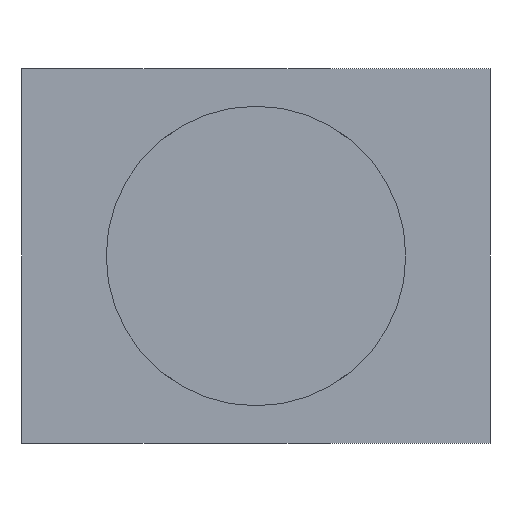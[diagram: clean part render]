
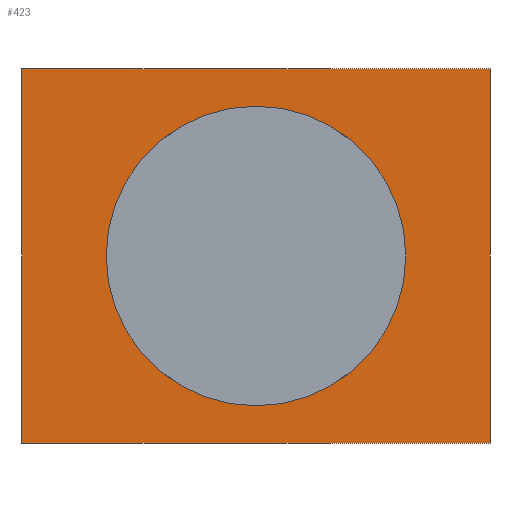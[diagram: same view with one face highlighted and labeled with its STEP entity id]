
A CAD part, front view. The second image highlights one B-rep face of the part: STEP entity #423.
In plain terms, the highlighted planar face has unit normal (0, -1, 0).
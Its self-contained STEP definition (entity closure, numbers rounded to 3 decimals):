
#57=FACE_BOUND('',#113,.T.);
#67=PLANE('',#479);
#81=FACE_OUTER_BOUND('',#112,.T.);
#112=EDGE_LOOP('',(#325,#326,#327,#328));
#113=EDGE_LOOP('',(#329));
#138=LINE('',#680,#159);
#141=LINE('',#685,#162);
#143=LINE('',#689,#164);
#145=LINE('',#692,#166);
#159=VECTOR('',#530,10.);
#162=VECTOR('',#535,10.);
#164=VECTOR('',#539,10.);
#166=VECTOR('',#543,10.);
#177=CIRCLE('',#474,8.);
#193=VERTEX_POINT('',#674);
#194=VERTEX_POINT('',#678);
#195=VERTEX_POINT('',#679);
#196=VERTEX_POINT('',#684);
#197=VERTEX_POINT('',#688);
#237=EDGE_CURVE('',#193,#193,#177,.T.);
#238=EDGE_CURVE('',#194,#195,#138,.T.);
#241=EDGE_CURVE('',#196,#194,#141,.T.);
#243=EDGE_CURVE('',#197,#196,#143,.T.);
#245=EDGE_CURVE('',#195,#197,#145,.T.);
#325=ORIENTED_EDGE('',*,*,#245,.F.);
#326=ORIENTED_EDGE('',*,*,#238,.F.);
#327=ORIENTED_EDGE('',*,*,#241,.F.);
#328=ORIENTED_EDGE('',*,*,#243,.F.);
#329=ORIENTED_EDGE('',*,*,#237,.F.);
#423=ADVANCED_FACE('',(#81,#57),#67,.F.);
#474=AXIS2_PLACEMENT_3D('',#676,#526,#527);
#479=AXIS2_PLACEMENT_3D('',#693,#544,#545);
#526=DIRECTION('center_axis',(0.,-1.,0.));
#527=DIRECTION('ref_axis',(1.,0.,0.));
#530=DIRECTION('',(0.,0.,-1.));
#535=DIRECTION('',(1.,0.,0.));
#539=DIRECTION('',(0.,0.,1.));
#543=DIRECTION('',(-1.,0.,0.));
#544=DIRECTION('center_axis',(0.,1.,0.));
#545=DIRECTION('ref_axis',(0.,0.,1.));
#674=CARTESIAN_POINT('',(-8.,0.,0.));
#676=CARTESIAN_POINT('Origin',(0.,0.,0.));
#678=CARTESIAN_POINT('',(12.5,0.,10.));
#679=CARTESIAN_POINT('',(12.5,0.,-10.));
#680=CARTESIAN_POINT('',(12.5,0.,10.));
#684=CARTESIAN_POINT('',(-12.5,0.,10.));
#685=CARTESIAN_POINT('',(-12.5,0.,10.));
#688=CARTESIAN_POINT('',(-12.5,0.,-10.));
#689=CARTESIAN_POINT('',(-12.5,0.,-10.));
#692=CARTESIAN_POINT('',(12.5,0.,-10.));
#693=CARTESIAN_POINT('Origin',(0.,0.,0.));
